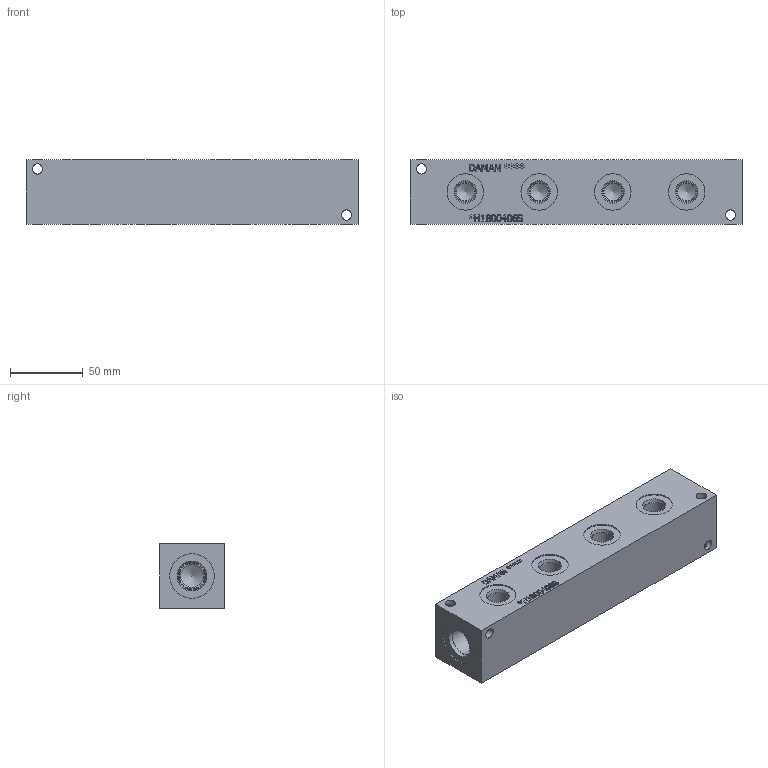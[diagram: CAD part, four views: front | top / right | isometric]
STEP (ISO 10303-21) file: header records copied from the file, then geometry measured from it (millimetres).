
FILE_DESCRIPTION(/* description */ (''),/* implementation_level */ '2;1');
FILE_NAME(/* name */ '_H1800406S.stp',/* time_stamp */ '2020-05-05T13:17:19-04:00',/* author */ ('devonn'),/* organization */ (''),/* preprocessor_version */ 'ST-DEVELOPER v17',/* originating_system */ 'Autodesk Inventor 2019',/* authorisation */ '');
FILE_SCHEMA (('AUTOMOTIVE_DESIGN { 1 0 10303 214 3 1 1 }'));
Length unit declared in the file: millimetre
Products named in the file (1): Part_AH1800406S_3D
Bounding box: 228.6 x 44.45 x 44.45 mm (x, y, z)
Volume: 405523.1 mm3; surface area: 57543.7 mm2
Topology: 1 solids, 1 shells, 437 faces, 1184 edges, 794 vertices
Faces by surface type: plane 240, bspline 99, cylinder 58, cone 40
Full cylindrical faces by diameter (mm): 7.137 x8, 12.294 x8, 12.9 x1, 12.903 x7, 14.275 x8, 14.529 x8, 15.875 x2, 17.501 x2, 19.05 x2, 19.253 x2, 25.019 x8, 30.632 x2
Entity records: 14593 total; most frequent: CARTESIAN_POINT 3693, ORIENTED_EDGE 2348, DIRECTION 1866, EDGE_CURVE 1174, VERTEX_POINT 794, LINE 764, VECTOR 764, AXIS2_PLACEMENT_3D 551
